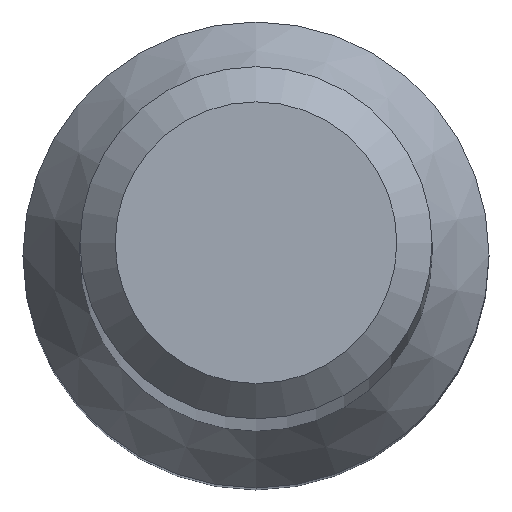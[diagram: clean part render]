
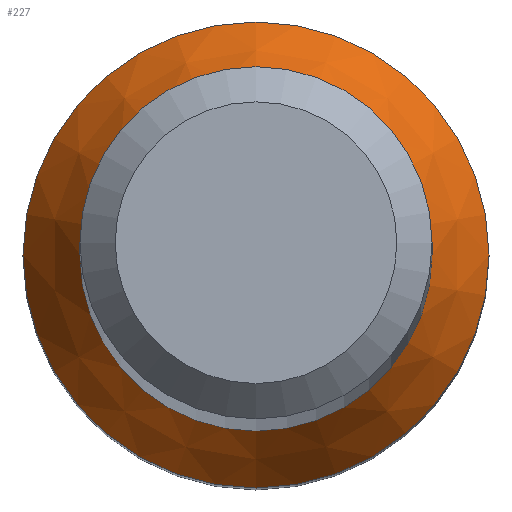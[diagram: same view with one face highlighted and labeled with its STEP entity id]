
A CAD part, top view. The second image highlights one B-rep face of the part: STEP entity #227.
In plain terms, the highlighted conical face has half-angle 30 degrees and reference radius 1.985 mm.
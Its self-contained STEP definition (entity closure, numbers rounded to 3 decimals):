
#6 = FACE_BOUND ( 'NONE', #79, .T. ) ;
#14 = CARTESIAN_POINT ( 'NONE',  ( 0., 0., 10. ) ) ;
#40 = DIRECTION ( 'NONE',  ( 0., 0., -1. ) ) ;
#54 = FACE_OUTER_BOUND ( 'NONE', #117, .T. ) ;
#69 = DIRECTION ( 'NONE',  ( 0., 1., 0. ) ) ;
#79 = EDGE_LOOP ( 'NONE', ( #228 ) ) ;
#85 = EDGE_CURVE ( 'NONE', #128, #128, #259, .T. ) ;
#92 = AXIS2_PLACEMENT_3D ( 'NONE', #14, #170, #69 ) ;
#104 = DIRECTION ( 'NONE',  ( 0., 0., -1. ) ) ;
#117 = EDGE_LOOP ( 'NONE', ( #203 ) ) ;
#122 = CARTESIAN_POINT ( 'NONE',  ( 0., 0., 10. ) ) ;
#128 = VERTEX_POINT ( 'NONE', #156 ) ;
#131 = EDGE_CURVE ( 'NONE', #250, #250, #188, .T. ) ;
#146 = CARTESIAN_POINT ( 'NONE',  ( 0., 0., 10.84 ) ) ;
#156 = CARTESIAN_POINT ( 'NONE',  ( 0., 1.985, 10. ) ) ;
#170 = DIRECTION ( 'NONE',  ( 0., 0., -1. ) ) ;
#188 = CIRCLE ( 'NONE', #209, 1.5 ) ;
#198 = CONICAL_SURFACE ( 'NONE', #92, 1.985, 0.524 ) ;
#203 = ORIENTED_EDGE ( 'NONE', *, *, #85, .F. ) ;
#209 = AXIS2_PLACEMENT_3D ( 'NONE', #146, #40, #241 ) ;
#227 = ADVANCED_FACE ( 'NONE', ( #6, #54 ), #198, .T. ) ;
#228 = ORIENTED_EDGE ( 'NONE', *, *, #131, .T. ) ;
#241 = DIRECTION ( 'NONE',  ( 0., 1., 0. ) ) ;
#250 = VERTEX_POINT ( 'NONE', #271 ) ;
#259 = CIRCLE ( 'NONE', #279, 1.985 ) ;
#271 = CARTESIAN_POINT ( 'NONE',  ( 0., 1.5, 10.84 ) ) ;
#279 = AXIS2_PLACEMENT_3D ( 'NONE', #122, #104, #296 ) ;
#296 = DIRECTION ( 'NONE',  ( 0., 1., 0. ) ) ;
